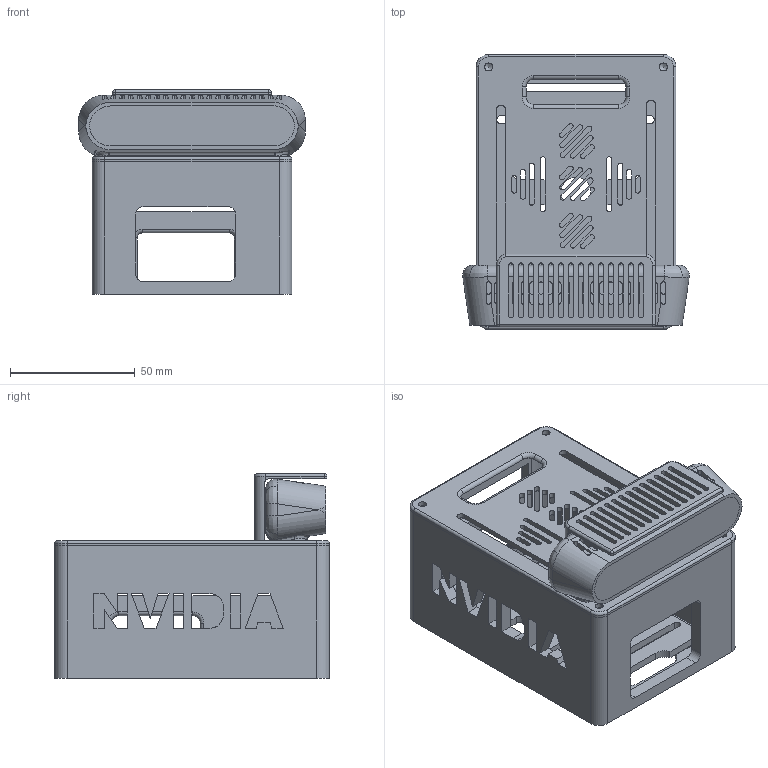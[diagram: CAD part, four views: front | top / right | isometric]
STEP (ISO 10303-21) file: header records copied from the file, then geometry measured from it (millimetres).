
FILE_DESCRIPTION(/* description */ (''),/* implementation_level */ '2;1');
FILE_NAME(/* name */ 'jetson nx 外壳 v33.step',/* time_stamp */ '2021-12-17T11:25:23+08:00',/* author */ (''),/* organization */ (''),/* preprocessor_version */ 'ST-DEVELOPER v18.1',/* originating_system */ 'Autodesk Translation Framework v10.10.0.1391',/* authorisation */ '');
FILE_SCHEMA (('AUTOMOTIVE_DESIGN { 1 0 10303 214 3 1 1 }'));
Length unit declared in the file: millimetre
Products named in the file (3): jetson nx 外壳; RealSense_D435; jetson nx外壳顶盖
Assembly tree (2 placements, depth 2):
  jetson nx 外壳
    RealSense_D435
    jetson nx外壳顶盖
Bounding box: 90.75 x 110 x 81.8 mm (x, y, z)
Volume: 149883.5 mm3; surface area: 98232 mm2
Topology: 11 solids, 11 shells, 1178 faces, 3294 edges, 2162 vertices
Faces by surface type: plane 660, cylinder 407, bspline 69, torus 36, cone 4, sphere 2
Full cylindrical faces by diameter (mm): 0.442 x1, 0.506 x1, 1 x1, 1.01 x1, 1.015 x1, 3 x2, 3.2 x8, 4 x3, 5 x4, 6 x1, 6.5 x1, 8 x2, 9 x3, 12 x1
Entity records: 40808 total; most frequent: CARTESIAN_POINT 9693, ORIENTED_EDGE 6576, DIRECTION 6275, EDGE_CURVE 3288, LINE 2209, VECTOR 2209, VERTEX_POINT 2162, AXIS2_PLACEMENT_3D 2033
